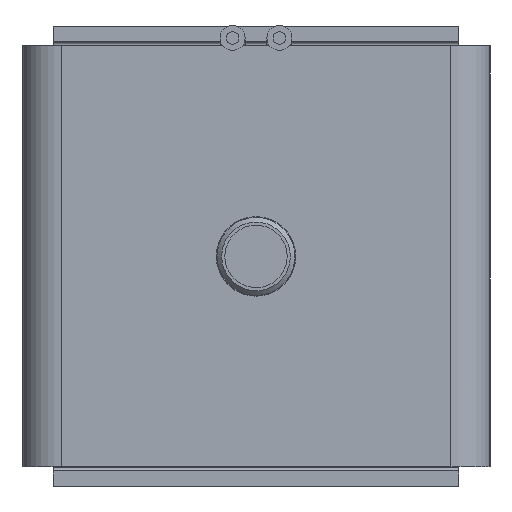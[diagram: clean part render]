
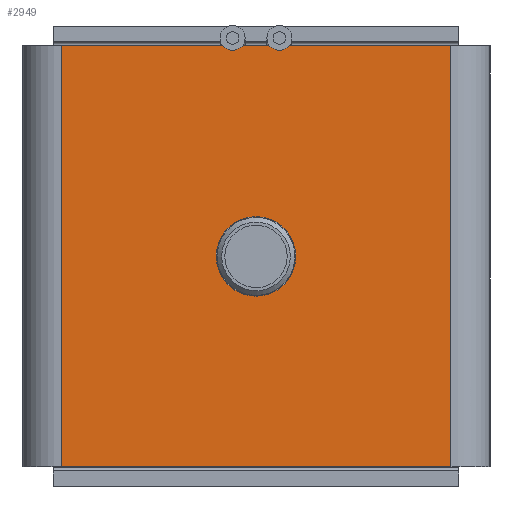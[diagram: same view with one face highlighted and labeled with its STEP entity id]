
A CAD part, left-side view. The second image highlights one B-rep face of the part: STEP entity #2949.
In plain terms, the highlighted planar face has unit normal (-1, 0, 0).
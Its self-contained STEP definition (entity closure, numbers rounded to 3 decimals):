
#202=CIRCLE('',#3340,2.55);
#735=ORIENTED_EDGE('',*,*,#1290,.F.);
#736=ORIENTED_EDGE('',*,*,#1322,.F.);
#737=ORIENTED_EDGE('',*,*,#1292,.T.);
#738=ORIENTED_EDGE('',*,*,#1323,.T.);
#739=ORIENTED_EDGE('',*,*,#1324,.T.);
#1290=EDGE_CURVE('',#1619,#1610,#1879,.T.);
#1292=EDGE_CURVE('',#1622,#1620,#1880,.T.);
#1322=EDGE_CURVE('',#1622,#1619,#1900,.T.);
#1323=EDGE_CURVE('',#1620,#1610,#1901,.T.);
#1324=EDGE_CURVE('',#1639,#1639,#202,.T.);
#1610=VERTEX_POINT('',#8183);
#1619=VERTEX_POINT('',#8200);
#1620=VERTEX_POINT('',#8204);
#1622=VERTEX_POINT('',#8207);
#1639=VERTEX_POINT('',#8265);
#1879=LINE('',#8201,#2060);
#1880=LINE('',#8206,#2061);
#1900=LINE('',#8261,#2081);
#1901=LINE('',#8263,#2082);
#2060=VECTOR('',#3892,1000.);
#2061=VECTOR('',#3897,1000.);
#2081=VECTOR('',#3953,1000.);
#2082=VECTOR('',#3956,1000.);
#2245=EDGE_LOOP('',(#735,#736,#737,#738));
#2246=EDGE_LOOP('',(#739));
#2563=FACE_BOUND('',#2245,.T.);
#2564=FACE_BOUND('',#2246,.T.);
#2837=PLANE('',#3339);
#2949=ADVANCED_FACE('',(#2563,#2564),#2837,.T.);
#3339=AXIS2_PLACEMENT_3D('',#8262,#3954,#3955);
#3340=AXIS2_PLACEMENT_3D('',#8264,#3957,#3958);
#3892=DIRECTION('',(0.,-1.,0.));
#3897=DIRECTION('',(0.,-1.,0.));
#3953=DIRECTION('',(0.,0.,1.));
#3954=DIRECTION('',(-1.,0.,0.));
#3955=DIRECTION('',(0.,0.,1.));
#3956=DIRECTION('',(0.,0.,1.));
#3957=DIRECTION('',(1.,0.,0.));
#3958=DIRECTION('',(0.,1.,0.));
#8183=CARTESIAN_POINT('',(0.,-12.5,0.));
#8200=CARTESIAN_POINT('',(0.,12.5,0.));
#8201=CARTESIAN_POINT('',(0.,-12.5,0.));
#8204=CARTESIAN_POINT('',(0.,-12.5,-27.));
#8206=CARTESIAN_POINT('',(0.,-12.5,-27.));
#8207=CARTESIAN_POINT('',(0.,12.5,-27.));
#8261=CARTESIAN_POINT('',(0.,12.5,-27.));
#8262=CARTESIAN_POINT('',(0.,-12.5,-27.));
#8263=CARTESIAN_POINT('',(0.,-12.5,-27.));
#8264=CARTESIAN_POINT('',(0.,0.,-13.5));
#8265=CARTESIAN_POINT('',(0.,2.55,-13.5));
